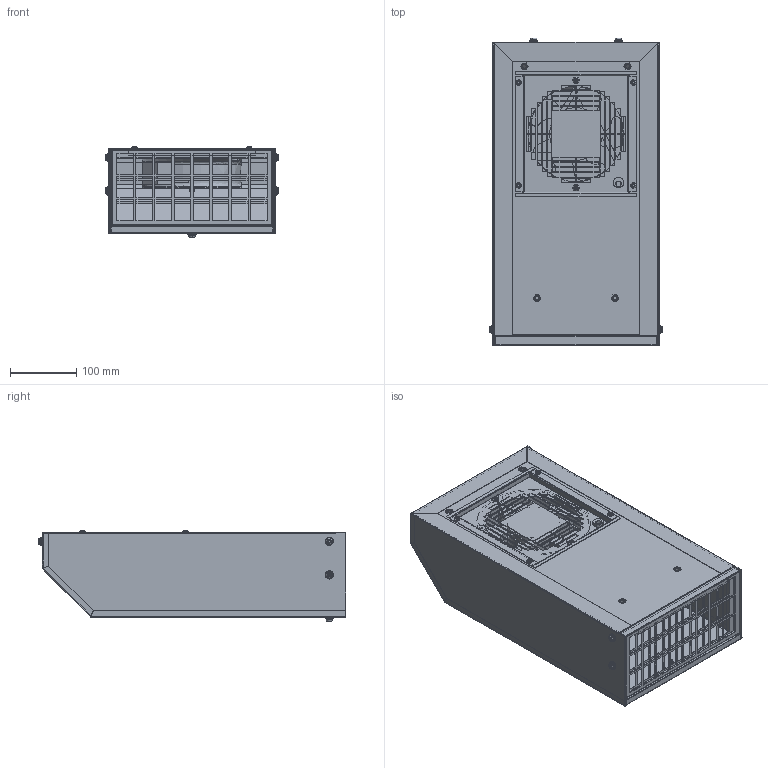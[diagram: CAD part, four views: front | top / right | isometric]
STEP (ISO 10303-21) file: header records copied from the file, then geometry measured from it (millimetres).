
FILE_DESCRIPTION (( 'STEP AP203' ), '1' );
FILE_NAME ('KNP60FL.STEP', '2024-11-15T17:15:29', ( '' ), ( '' ), 'SwSTEP 2.0', 'SolidWorks 2024', '' );
FILE_SCHEMA (( 'CONFIG_CONTROL_DESIGN' ));
Length unit declared in the file: inch
Products named in the file (23): 3260-00-11GLV; 0265-36; 0427-52; 3260-00-17P; 3260-00-15GLV; 3260-00-16GLV; 3260-00-10P; 0450-01; 9148-02; 0451-50_92750A213; KNP60FL; 3260-00-12P; 3262-00-03; 0643-05; 0451-49PLTD_92750A310; 0451-65_98273A315; 0434-37; 3260-00-17GLV; 0427-52-01; 3260-00-13GLV; 3260-00-14GLV
Assembly tree (33 placements, depth 4):
  9148-02
  KNP60FL
    3260-00-17P
      3260-00-17GLV
        3260-00-16GLV
        3260-00-15GLV
        3260-00-14GLV
    3260-00-11GLV
    0434-37  x4
    3260-00-12P
      3260-00-12P
    3260-00-10P
      3260-00-10P
    3262-00-03
      0265-36
      3260-00-13GLV
      0451-65_98273A315  x2
      0450-01
    0451-50_92750A213  x4
    0427-52-01  x7
      0427-52
      0451-49PLTD_92750A310
  0643-05
Bounding box: 260.4 x 463.09 x 135.71 mm (x, y, z)
Volume: 997134.2 mm3; surface area: 1149606.1 mm2
Topology: 34 solids, 34 shells, 2838 faces, 7558 edges, 4845 vertices
Faces by surface type: cylinder 1238, plane 965, bspline 354, torus 176, cone 105
Entity records: 59465 total; most frequent: CARTESIAN_POINT 23345, ORIENTED_EDGE 7722, DIRECTION 5830, EDGE_CURVE 3861, VERTEX_POINT 2509, VECTOR 1974, LINE 1974, AXIS2_PLACEMENT_3D 1928
